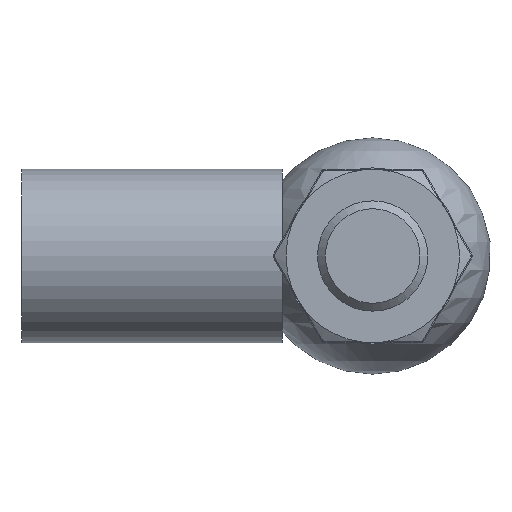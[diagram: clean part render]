
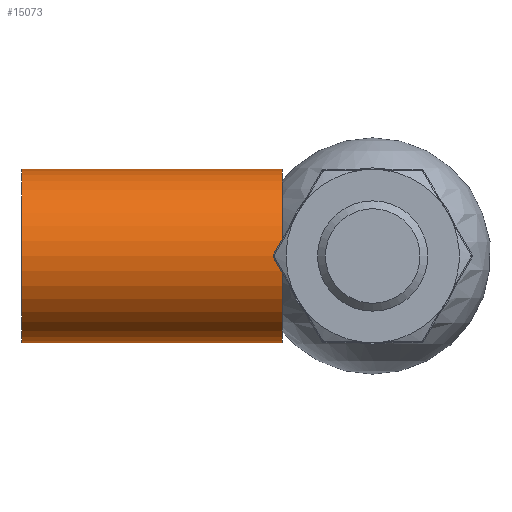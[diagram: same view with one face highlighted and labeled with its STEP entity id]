
A CAD part, front view. The second image highlights one B-rep face of the part: STEP entity #15073.
In plain terms, the highlighted cylindrical face has radius 11 mm (diameter 22 mm), a full revolution.
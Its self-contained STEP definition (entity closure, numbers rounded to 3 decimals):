
#1970 = CYLINDRICAL_SURFACE ( 'NONE', #11055, 11. ) ;
#1979 = DIRECTION ( 'NONE',  ( 0., 0., -1. ) ) ;
#1995 = EDGE_LOOP ( 'NONE', ( #17831 ) ) ;
#2498 = FACE_OUTER_BOUND ( 'NONE', #20373, .T. ) ;
#3009 = FACE_OUTER_BOUND ( 'NONE', #1995, .T. ) ;
#3218 = ORIENTED_EDGE ( 'NONE', *, *, #19614, .F. ) ;
#4245 = CARTESIAN_POINT ( 'NONE',  ( -44.5, 0., -11. ) ) ;
#4920 = CARTESIAN_POINT ( 'NONE',  ( -44.5, 0., 0. ) ) ;
#5851 = DIRECTION ( 'NONE',  ( -1., 0., 0. ) ) ;
#8928 = AXIS2_PLACEMENT_3D ( 'NONE', #17088, #20014, #1979 ) ;
#9896 = DIRECTION ( 'NONE',  ( 0., 0., -1. ) ) ;
#10005 = VERTEX_POINT ( 'NONE', #4245 ) ;
#10562 = AXIS2_PLACEMENT_3D ( 'NONE', #4920, #19696, #9896 ) ;
#11055 = AXIS2_PLACEMENT_3D ( 'NONE', #17363, #5851, #17080 ) ;
#14939 = CIRCLE ( 'NONE', #10562, 11. ) ;
#15073 = ADVANCED_FACE ( 'NONE', ( #2498, #3009 ), #1970, .T. ) ;
#16868 = VERTEX_POINT ( 'NONE', #20654 ) ;
#17080 = DIRECTION ( 'NONE',  ( 0., 0., 1. ) ) ;
#17088 = CARTESIAN_POINT ( 'NONE',  ( -11.5, 0., 0. ) ) ;
#17363 = CARTESIAN_POINT ( 'NONE',  ( -11.5, 0., 0. ) ) ;
#17831 = ORIENTED_EDGE ( 'NONE', *, *, #18441, .T. ) ;
#18441 = EDGE_CURVE ( 'NONE', #10005, #10005, #14939, .T. ) ;
#19614 = EDGE_CURVE ( 'NONE', #16868, #16868, #20540, .T. ) ;
#19696 = DIRECTION ( 'NONE',  ( 1., 0., 0. ) ) ;
#20014 = DIRECTION ( 'NONE',  ( 1., 0., 0. ) ) ;
#20373 = EDGE_LOOP ( 'NONE', ( #3218 ) ) ;
#20540 = CIRCLE ( 'NONE', #8928, 11. ) ;
#20654 = CARTESIAN_POINT ( 'NONE',  ( -11.5, 0., -11. ) ) ;
